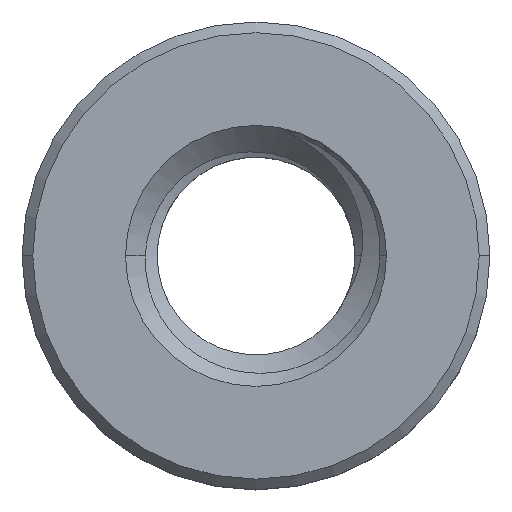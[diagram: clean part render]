
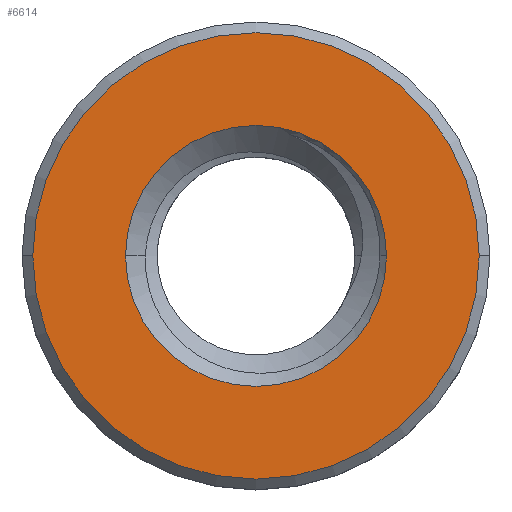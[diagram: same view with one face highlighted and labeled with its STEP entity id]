
A CAD part, top view. The second image highlights one B-rep face of the part: STEP entity #6614.
In plain terms, the highlighted planar face has unit normal (0, 0, 1).
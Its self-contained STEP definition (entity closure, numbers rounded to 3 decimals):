
#362 = VERTEX_POINT ( 'NONE', #4205 ) ;
#583 = PLANE ( 'NONE',  #3133 ) ;
#654 = CARTESIAN_POINT ( 'NONE',  ( 0., 0., 0. ) ) ;
#894 = FACE_OUTER_BOUND ( 'NONE', #2098, .T. ) ;
#1235 = AXIS2_PLACEMENT_3D ( 'NONE', #3057, #3013, #3547 ) ;
#1635 = EDGE_CURVE ( 'NONE', #2159, #362, #3611, .T. ) ;
#1694 = ORIENTED_EDGE ( 'NONE', *, *, #6085, .T. ) ;
#1930 = DIRECTION ( 'NONE',  ( 1., 0., 0. ) ) ;
#2098 = EDGE_LOOP ( 'NONE', ( #4036, #1694 ) ) ;
#2141 = VERTEX_POINT ( 'NONE', #4868 ) ;
#2159 = VERTEX_POINT ( 'NONE', #4203 ) ;
#2205 = CARTESIAN_POINT ( 'NONE',  ( 0., 0., 0. ) ) ;
#2248 = DIRECTION ( 'NONE',  ( 0., 0., 1. ) ) ;
#2465 = AXIS2_PLACEMENT_3D ( 'NONE', #5822, #5171, #1930 ) ;
#2828 = VERTEX_POINT ( 'NONE', #6231 ) ;
#3013 = DIRECTION ( 'NONE',  ( 0., 0., 1. ) ) ;
#3057 = CARTESIAN_POINT ( 'NONE',  ( 0., 0., 0. ) ) ;
#3112 = FACE_BOUND ( 'NONE', #5622, .T. ) ;
#3133 = AXIS2_PLACEMENT_3D ( 'NONE', #2205, #5769, #5405 ) ;
#3314 = AXIS2_PLACEMENT_3D ( 'NONE', #5577, #2248, #6130 ) ;
#3547 = DIRECTION ( 'NONE',  ( 1., 0., 0. ) ) ;
#3611 = CIRCLE ( 'NONE', #1235, 2.653 ) ;
#3846 = EDGE_CURVE ( 'NONE', #2828, #2141, #5555, .T. ) ;
#3849 = DIRECTION ( 'NONE',  ( 0., 0., 1. ) ) ;
#4036 = ORIENTED_EDGE ( 'NONE', *, *, #1635, .T. ) ;
#4187 = ORIENTED_EDGE ( 'NONE', *, *, #6566, .F. ) ;
#4203 = CARTESIAN_POINT ( 'NONE',  ( -2.653, 0., 0. ) ) ;
#4205 = CARTESIAN_POINT ( 'NONE',  ( 2.653, 0., 0. ) ) ;
#4396 = ORIENTED_EDGE ( 'NONE', *, *, #3846, .F. ) ;
#4868 = CARTESIAN_POINT ( 'NONE',  ( -1.551, 0., 0. ) ) ;
#5171 = DIRECTION ( 'NONE',  ( 0., 0., 1. ) ) ;
#5405 = DIRECTION ( 'NONE',  ( 1., 0., 0. ) ) ;
#5555 = CIRCLE ( 'NONE', #3314, 1.551 ) ;
#5577 = CARTESIAN_POINT ( 'NONE',  ( 0., 0., 0. ) ) ;
#5622 = EDGE_LOOP ( 'NONE', ( #4396, #4187 ) ) ;
#5737 = CIRCLE ( 'NONE', #6521, 1.551 ) ;
#5769 = DIRECTION ( 'NONE',  ( 0., 0., 1. ) ) ;
#5822 = CARTESIAN_POINT ( 'NONE',  ( 0., 0., 0. ) ) ;
#6085 = EDGE_CURVE ( 'NONE', #362, #2159, #6793, .T. ) ;
#6130 = DIRECTION ( 'NONE',  ( 1., 0., 0. ) ) ;
#6171 = DIRECTION ( 'NONE',  ( 1., 0., 0. ) ) ;
#6231 = CARTESIAN_POINT ( 'NONE',  ( 1.551, 0., 0. ) ) ;
#6521 = AXIS2_PLACEMENT_3D ( 'NONE', #654, #3849, #6171 ) ;
#6566 = EDGE_CURVE ( 'NONE', #2141, #2828, #5737, .T. ) ;
#6614 = ADVANCED_FACE ( 'NONE', ( #3112, #894 ), #583, .T. ) ;
#6793 = CIRCLE ( 'NONE', #2465, 2.653 ) ;
